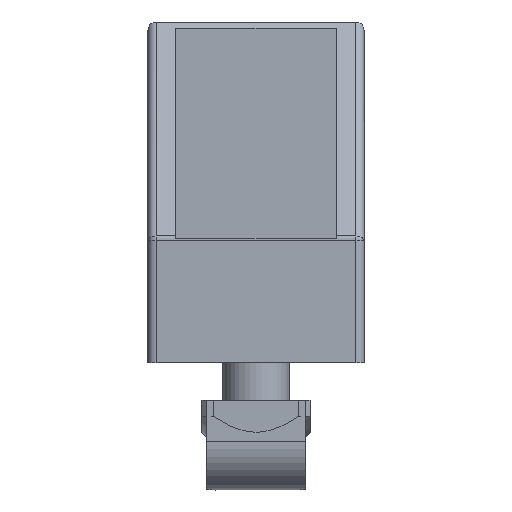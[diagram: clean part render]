
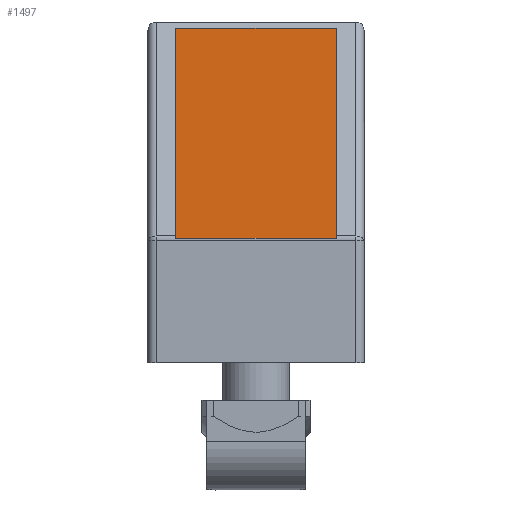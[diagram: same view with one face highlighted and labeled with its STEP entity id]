
A CAD part, left-side view. The second image highlights one B-rep face of the part: STEP entity #1497.
In plain terms, the highlighted planar face has unit normal (-1, 0, 0).
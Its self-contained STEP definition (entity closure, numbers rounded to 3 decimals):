
#102=PLANE('',#1718);
#182=FACE_OUTER_BOUND('',#276,.T.);
#276=EDGE_LOOP('',(#1200,#1201,#1202,#1203));
#360=LINE('',#2382,#484);
#381=LINE('',#2457,#505);
#383=LINE('',#2461,#507);
#384=LINE('',#2465,#508);
#484=VECTOR('',#1922,10.);
#505=VECTOR('',#2013,10.);
#507=VECTOR('',#2017,10.);
#508=VECTOR('',#2022,10.);
#683=VERTEX_POINT('',#2379);
#684=VERTEX_POINT('',#2381);
#703=VERTEX_POINT('',#2455);
#704=VERTEX_POINT('',#2459);
#838=EDGE_CURVE('',#683,#684,#360,.T.);
#877=EDGE_CURVE('',#703,#683,#381,.T.);
#879=EDGE_CURVE('',#703,#704,#383,.T.);
#881=EDGE_CURVE('',#704,#684,#384,.T.);
#1200=ORIENTED_EDGE('',*,*,#838,.F.);
#1201=ORIENTED_EDGE('',*,*,#877,.F.);
#1202=ORIENTED_EDGE('',*,*,#879,.T.);
#1203=ORIENTED_EDGE('',*,*,#881,.T.);
#1497=ADVANCED_FACE('',(#182),#102,.F.);
#1718=AXIS2_PLACEMENT_3D('',#2493,#2056,#2057);
#1922=DIRECTION('',(0.,-1.,0.));
#2013=DIRECTION('',(0.,0.,1.));
#2017=DIRECTION('',(0.,-1.,0.));
#2022=DIRECTION('',(0.,0.,1.));
#2056=DIRECTION('center_axis',(1.,0.,0.));
#2057=DIRECTION('ref_axis',(0.,0.,-1.));
#2379=CARTESIAN_POINT('',(-51.,9.65,40.278));
#2381=CARTESIAN_POINT('',(-51.,-9.65,40.278));
#2382=CARTESIAN_POINT('',(-51.,-1.675,40.278));
#2455=CARTESIAN_POINT('',(-51.,9.65,15.));
#2457=CARTESIAN_POINT('',(-51.,9.65,15.));
#2459=CARTESIAN_POINT('',(-51.,-9.65,15.));
#2461=CARTESIAN_POINT('',(-51.,9.65,15.));
#2465=CARTESIAN_POINT('',(-51.,-9.65,15.));
#2493=CARTESIAN_POINT('Origin',(-51.,9.65,15.));
